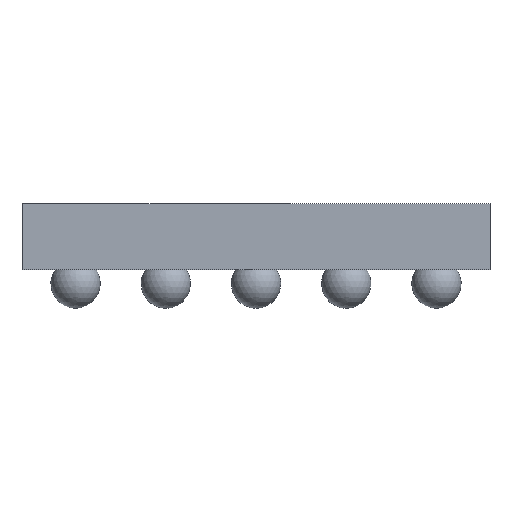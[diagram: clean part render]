
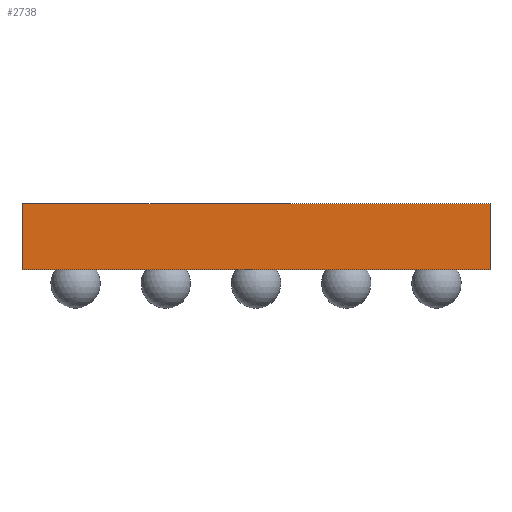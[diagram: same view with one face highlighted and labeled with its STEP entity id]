
A CAD part, left-side view. The second image highlights one B-rep face of the part: STEP entity #2738.
In plain terms, the highlighted planar face has unit normal (-1, 0, 0).
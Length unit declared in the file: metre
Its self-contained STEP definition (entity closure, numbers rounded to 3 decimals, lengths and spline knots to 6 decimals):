
#231=LINE('',#3510,#431);
#421=LINE('',#5261,#621);
#422=LINE('',#5264,#622);
#423=LINE('',#5265,#623);
#431=VECTOR('',#2929,0.01);
#621=VECTOR('',#3219,0.01);
#622=VECTOR('',#3222,0.01);
#623=VECTOR('',#3223,0.01);
#748=FACE_OUTER_BOUND('',#911,.T.);
#911=EDGE_LOOP('',(#2443,#2444,#2445,#2446));
#1129=VERTEX_POINT('',#3507);
#1130=VERTEX_POINT('',#3509);
#1331=VERTEX_POINT('',#5259);
#1332=VERTEX_POINT('',#5263);
#1407=EDGE_CURVE('',#1129,#1130,#231,.T.);
#1720=EDGE_CURVE('',#1331,#1129,#421,.T.);
#1721=EDGE_CURVE('',#1331,#1332,#422,.T.);
#1722=EDGE_CURVE('',#1332,#1130,#423,.T.);
#2443=ORIENTED_EDGE('',*,*,#1721,.T.);
#2444=ORIENTED_EDGE('',*,*,#1722,.T.);
#2445=ORIENTED_EDGE('',*,*,#1407,.F.);
#2446=ORIENTED_EDGE('',*,*,#1720,.F.);
#2612=PLANE('',#2835);
#2738=ADVANCED_FACE('',(#748),#2612,.F.);
#2835=AXIS2_PLACEMENT_3D('',#5262,#3220,#3221);
#2929=DIRECTION('',(0.,-1.,0.));
#3219=DIRECTION('',(0.,0.,1.));
#3220=DIRECTION('center_axis',(1.,0.,0.));
#3221=DIRECTION('ref_axis',(0.,1.,0.));
#3222=DIRECTION('',(0.,-1.,0.));
#3223=DIRECTION('',(0.,0.,1.));
#3507=CARTESIAN_POINT('',(-0.001038,0.001038,0.000464));
#3509=CARTESIAN_POINT('',(-0.001038,-0.001038,0.000464));
#3510=CARTESIAN_POINT('',(-0.001038,0.00014,0.000464));
#5259=CARTESIAN_POINT('',(-0.001038,0.001038,0.00017));
#5261=CARTESIAN_POINT('',(-0.001038,0.001038,0.000439));
#5262=CARTESIAN_POINT('Origin',(-0.001038,0.00014,0.000439));
#5263=CARTESIAN_POINT('',(-0.001038,-0.001038,0.00017));
#5264=CARTESIAN_POINT('',(-0.001038,0.00014,0.00017));
#5265=CARTESIAN_POINT('',(-0.001038,-0.001038,0.000439));
